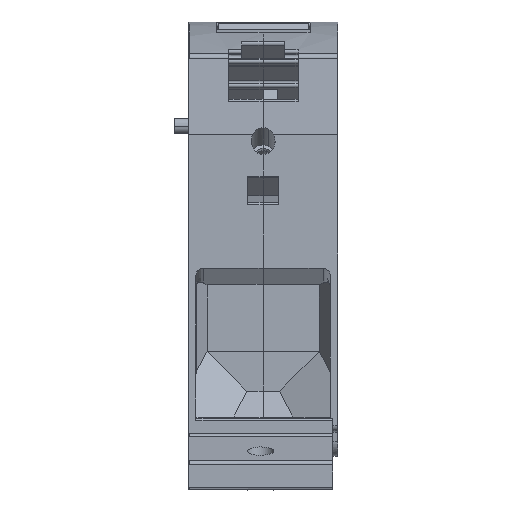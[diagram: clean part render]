
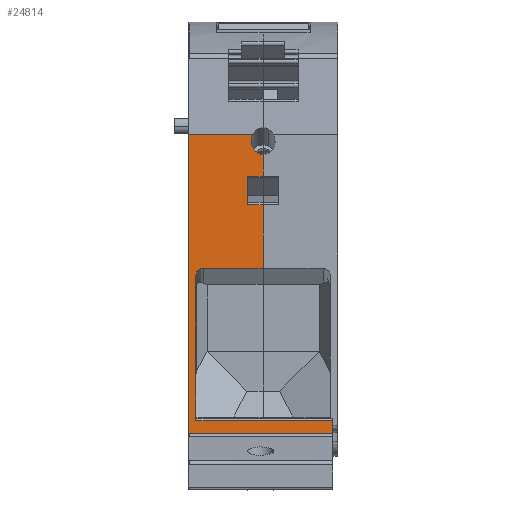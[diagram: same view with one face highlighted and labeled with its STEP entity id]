
A CAD part, front view. The second image highlights one B-rep face of the part: STEP entity #24814.
In plain terms, the highlighted planar face has unit normal (0, -1, 0).
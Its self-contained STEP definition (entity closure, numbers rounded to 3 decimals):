
#24681=AXIS2_PLACEMENT_3D('Plane Axis2P3D',#24678,#24679,#24680) ;
#20874=CARTESIAN_POINT('Vertex',(18.5,17.,70.025)) ;
#20877=CARTESIAN_POINT('Line Origine',(18.5,17.,67.747)) ;
#20881=CARTESIAN_POINT('Vertex',(18.5,17.,65.47)) ;
#20948=CARTESIAN_POINT('Vertex',(18.5,17.,59.53)) ;
#20951=CARTESIAN_POINT('Line Origine',(18.5,17.,52.89)) ;
#20955=CARTESIAN_POINT('Vertex',(18.5,17.,46.25)) ;
#24404=CARTESIAN_POINT('Vertex',(16.322,17.,74.15)) ;
#24408=CARTESIAN_POINT('Control Point',(16.322,17.,74.15)) ;
#24409=CARTESIAN_POINT('Control Point',(16.144,17.,73.75)) ;
#24410=CARTESIAN_POINT('Control Point',(16.038,17.,73.319)) ;
#24411=CARTESIAN_POINT('Control Point',(16.006,17.,72.89)) ;
#24412=CARTESIAN_POINT('Control Point',(16.082,17.,72.028)) ;
#24413=CARTESIAN_POINT('Control Point',(16.436,17.,71.24)) ;
#24414=CARTESIAN_POINT('Control Point',(16.673,16.999,70.89)) ;
#24415=CARTESIAN_POINT('Control Point',(16.975,17.,70.592)) ;
#24416=CARTESIAN_POINT('Control Point',(17.325,17.,70.371)) ;
#24417=CARTESIAN_POINT('Vertex',(17.325,17.,70.371)) ;
#24666=CARTESIAN_POINT('Control Point',(17.325,17.,70.371)) ;
#24667=CARTESIAN_POINT('Control Point',(17.675,17.,70.15)) ;
#24668=CARTESIAN_POINT('Control Point',(18.086,17.,70.025)) ;
#24669=CARTESIAN_POINT('Control Point',(18.5,17.,70.025)) ;
#24678=CARTESIAN_POINT('Axis2P3D Location',(3.,17.,13.45)) ;
#24683=CARTESIAN_POINT('Line Origine',(3.025,17.,11.727)) ;
#24687=CARTESIAN_POINT('Vertex',(3.05,17.,11.727)) ;
#24689=CARTESIAN_POINT('Vertex',(3.,17.,11.727)) ;
#24692=CARTESIAN_POINT('Line Origine',(18.025,17.,11.727)) ;
#24696=CARTESIAN_POINT('Vertex',(33.,17.,11.727)) ;
#24699=CARTESIAN_POINT('Line Origine',(33.,17.,13.088)) ;
#24703=CARTESIAN_POINT('Vertex',(33.,17.,14.45)) ;
#24706=CARTESIAN_POINT('Line Origine',(18.75,17.,14.45)) ;
#24710=CARTESIAN_POINT('Vertex',(4.5,17.,14.45)) ;
#24713=CARTESIAN_POINT('Line Origine',(4.5,17.,14.7)) ;
#24717=CARTESIAN_POINT('Vertex',(4.5,17.,14.95)) ;
#24720=CARTESIAN_POINT('Line Origine',(4.5,17.,20.896)) ;
#24724=CARTESIAN_POINT('Vertex',(4.5,17.,26.842)) ;
#24727=CARTESIAN_POINT('Line Origine',(4.5,17.,35.796)) ;
#24731=CARTESIAN_POINT('Vertex',(4.5,17.,44.75)) ;
#24735=CARTESIAN_POINT('Control Point',(4.5,17.,44.75)) ;
#24736=CARTESIAN_POINT('Control Point',(4.5,17.,44.93)) ;
#24737=CARTESIAN_POINT('Control Point',(4.527,17.,45.11)) ;
#24738=CARTESIAN_POINT('Control Point',(4.581,17.,45.284)) ;
#24739=CARTESIAN_POINT('Control Point',(4.74,17.,45.612)) ;
#24740=CARTESIAN_POINT('Control Point',(4.987,17.,45.878)) ;
#24741=CARTESIAN_POINT('Control Point',(5.13,17.,45.992)) ;
#24742=CARTESIAN_POINT('Control Point',(5.386,17.,46.139)) ;
#24743=CARTESIAN_POINT('Control Point',(5.667,17.,46.219)) ;
#24744=CARTESIAN_POINT('Control Point',(5.777,17.,46.24)) ;
#24745=CARTESIAN_POINT('Control Point',(5.889,17.,46.25)) ;
#24746=CARTESIAN_POINT('Control Point',(6.,17.,46.25)) ;
#24747=CARTESIAN_POINT('Vertex',(6.,17.,46.25)) ;
#24750=CARTESIAN_POINT('Line Origine',(12.25,17.,46.25)) ;
#24755=CARTESIAN_POINT('Line Origine',(16.9,17.,59.53)) ;
#24759=CARTESIAN_POINT('Vertex',(15.3,17.,59.53)) ;
#24762=CARTESIAN_POINT('Line Origine',(15.3,17.,62.5)) ;
#24766=CARTESIAN_POINT('Vertex',(15.3,17.,65.47)) ;
#24769=CARTESIAN_POINT('Line Origine',(16.9,17.,65.47)) ;
#24774=CARTESIAN_POINT('Line Origine',(9.686,17.,74.15)) ;
#24778=CARTESIAN_POINT('Vertex',(3.05,17.,74.15)) ;
#24781=CARTESIAN_POINT('Line Origine',(3.025,17.,74.15)) ;
#24785=CARTESIAN_POINT('Vertex',(3.,17.,74.15)) ;
#24788=CARTESIAN_POINT('Line Origine',(3.,17.,42.938)) ;
#20878=DIRECTION('Vector Direction',(0.,0.,1.)) ;
#20952=DIRECTION('Vector Direction',(0.,0.,1.)) ;
#24679=DIRECTION('Axis2P3D Direction',(0.,1.,0.)) ;
#24680=DIRECTION('Axis2P3D XDirection',(0.,0.,1.)) ;
#24684=DIRECTION('Vector Direction',(-1.,0.,0.)) ;
#24693=DIRECTION('Vector Direction',(1.,0.,0.)) ;
#24700=DIRECTION('Vector Direction',(0.,0.,1.)) ;
#24707=DIRECTION('Vector Direction',(1.,0.,0.)) ;
#24714=DIRECTION('Vector Direction',(0.,0.,1.)) ;
#24721=DIRECTION('Vector Direction',(0.,0.,1.)) ;
#24728=DIRECTION('Vector Direction',(0.,0.,1.)) ;
#24751=DIRECTION('Vector Direction',(1.,0.,0.)) ;
#24756=DIRECTION('Vector Direction',(1.,0.,0.)) ;
#24763=DIRECTION('Vector Direction',(0.,0.,1.)) ;
#24770=DIRECTION('Vector Direction',(1.,0.,0.)) ;
#24775=DIRECTION('Vector Direction',(1.,0.,0.)) ;
#24782=DIRECTION('Vector Direction',(-1.,0.,0.)) ;
#24789=DIRECTION('Vector Direction',(0.,0.,-1.)) ;
#20879=VECTOR('Line Direction',#20878,1.) ;
#20953=VECTOR('Line Direction',#20952,1.) ;
#24685=VECTOR('Line Direction',#24684,1.) ;
#24694=VECTOR('Line Direction',#24693,1.) ;
#24701=VECTOR('Line Direction',#24700,1.) ;
#24708=VECTOR('Line Direction',#24707,1.) ;
#24715=VECTOR('Line Direction',#24714,1.) ;
#24722=VECTOR('Line Direction',#24721,1.) ;
#24729=VECTOR('Line Direction',#24728,1.) ;
#24752=VECTOR('Line Direction',#24751,1.) ;
#24757=VECTOR('Line Direction',#24756,1.) ;
#24764=VECTOR('Line Direction',#24763,1.) ;
#24771=VECTOR('Line Direction',#24770,1.) ;
#24776=VECTOR('Line Direction',#24775,1.) ;
#24783=VECTOR('Line Direction',#24782,1.) ;
#24790=VECTOR('Line Direction',#24789,1.) ;
#24794=ORIENTED_EDGE('',*,*,#24691,.F.) ;
#24795=ORIENTED_EDGE('',*,*,#24698,.T.) ;
#24796=ORIENTED_EDGE('',*,*,#24705,.T.) ;
#24797=ORIENTED_EDGE('',*,*,#24712,.F.) ;
#24798=ORIENTED_EDGE('',*,*,#24719,.F.) ;
#24799=ORIENTED_EDGE('',*,*,#24726,.F.) ;
#24800=ORIENTED_EDGE('',*,*,#24733,.T.) ;
#24801=ORIENTED_EDGE('',*,*,#24749,.F.) ;
#24802=ORIENTED_EDGE('',*,*,#24754,.T.) ;
#24803=ORIENTED_EDGE('',*,*,#20957,.F.) ;
#24804=ORIENTED_EDGE('',*,*,#24761,.T.) ;
#24805=ORIENTED_EDGE('',*,*,#24768,.F.) ;
#24806=ORIENTED_EDGE('',*,*,#24773,.T.) ;
#24807=ORIENTED_EDGE('',*,*,#20883,.F.) ;
#24808=ORIENTED_EDGE('',*,*,#24670,.F.) ;
#24809=ORIENTED_EDGE('',*,*,#24419,.F.) ;
#24810=ORIENTED_EDGE('',*,*,#24780,.F.) ;
#24811=ORIENTED_EDGE('',*,*,#24787,.T.) ;
#24812=ORIENTED_EDGE('',*,*,#24792,.F.) ;
#24814=ADVANCED_FACE('71765_MLD_A2C_150-185_DM_L_Realisierung',(#24813),#24682,.F.) ;
#24407=B_SPLINE_CURVE_WITH_KNOTS('',5,(#24408,#24409,#24410,#24411,#24412,#24413,#24414,#24415,#24416),.UNSPECIFIED.,.F.,.U.,(6,3,6),(0.,3.161,6.155),.UNSPECIFIED.) ;
#24665=B_SPLINE_CURVE_WITH_KNOTS('',3,(#24666,#24667,#24668,#24669),.UNSPECIFIED.,.F.,.U.,(4,4),(0.,1.763),.UNSPECIFIED.) ;
#24734=B_SPLINE_CURVE_WITH_KNOTS('',5,(#24735,#24736,#24737,#24738,#24739,#24740,#24741,#24742,#24743,#24744,#24745,#24746),.UNSPECIFIED.,.F.,.U.,(6,3,3,6),(0.,1.307,2.614,3.422),.UNSPECIFIED.) ;
#20883=EDGE_CURVE('',#20875,#20882,#20880,.F.) ;
#20957=EDGE_CURVE('',#20949,#20956,#20954,.F.) ;
#24419=EDGE_CURVE('',#24405,#24418,#24407,.T.) ;
#24670=EDGE_CURVE('',#24418,#20875,#24665,.T.) ;
#24691=EDGE_CURVE('',#24688,#24690,#24686,.T.) ;
#24698=EDGE_CURVE('',#24688,#24697,#24695,.T.) ;
#24705=EDGE_CURVE('',#24697,#24704,#24702,.T.) ;
#24712=EDGE_CURVE('',#24711,#24704,#24709,.T.) ;
#24719=EDGE_CURVE('',#24718,#24711,#24716,.F.) ;
#24726=EDGE_CURVE('',#24725,#24718,#24723,.F.) ;
#24733=EDGE_CURVE('',#24725,#24732,#24730,.T.) ;
#24749=EDGE_CURVE('',#24748,#24732,#24734,.F.) ;
#24754=EDGE_CURVE('',#24748,#20956,#24753,.T.) ;
#24761=EDGE_CURVE('',#20949,#24760,#24758,.F.) ;
#24768=EDGE_CURVE('',#24767,#24760,#24765,.F.) ;
#24773=EDGE_CURVE('',#24767,#20882,#24772,.T.) ;
#24780=EDGE_CURVE('',#24779,#24405,#24777,.T.) ;
#24787=EDGE_CURVE('',#24779,#24786,#24784,.T.) ;
#24792=EDGE_CURVE('',#24690,#24786,#24791,.F.) ;
#24793=EDGE_LOOP('',(#24794,#24795,#24796,#24797,#24798,#24799,#24800,#24801,#24802,#24803,#24804,#24805,#24806,#24807,#24808,#24809,#24810,#24811,#24812)) ;
#24813=FACE_OUTER_BOUND('',#24793,.T.) ;
#20880=LINE('Line',#20877,#20879) ;
#20954=LINE('Line',#20951,#20953) ;
#24686=LINE('Line',#24683,#24685) ;
#24695=LINE('Line',#24692,#24694) ;
#24702=LINE('Line',#24699,#24701) ;
#24709=LINE('Line',#24706,#24708) ;
#24716=LINE('Line',#24713,#24715) ;
#24723=LINE('Line',#24720,#24722) ;
#24730=LINE('Line',#24727,#24729) ;
#24753=LINE('Line',#24750,#24752) ;
#24758=LINE('Line',#24755,#24757) ;
#24765=LINE('Line',#24762,#24764) ;
#24772=LINE('Line',#24769,#24771) ;
#24777=LINE('Line',#24774,#24776) ;
#24784=LINE('Line',#24781,#24783) ;
#24791=LINE('Line',#24788,#24790) ;
#24682=PLANE('',#24681) ;
#20875=VERTEX_POINT('',#20874) ;
#20882=VERTEX_POINT('',#20881) ;
#20949=VERTEX_POINT('',#20948) ;
#20956=VERTEX_POINT('',#20955) ;
#24405=VERTEX_POINT('',#24404) ;
#24418=VERTEX_POINT('',#24417) ;
#24688=VERTEX_POINT('',#24687) ;
#24690=VERTEX_POINT('',#24689) ;
#24697=VERTEX_POINT('',#24696) ;
#24704=VERTEX_POINT('',#24703) ;
#24711=VERTEX_POINT('',#24710) ;
#24718=VERTEX_POINT('',#24717) ;
#24725=VERTEX_POINT('',#24724) ;
#24732=VERTEX_POINT('',#24731) ;
#24748=VERTEX_POINT('',#24747) ;
#24760=VERTEX_POINT('',#24759) ;
#24767=VERTEX_POINT('',#24766) ;
#24779=VERTEX_POINT('',#24778) ;
#24786=VERTEX_POINT('',#24785) ;
